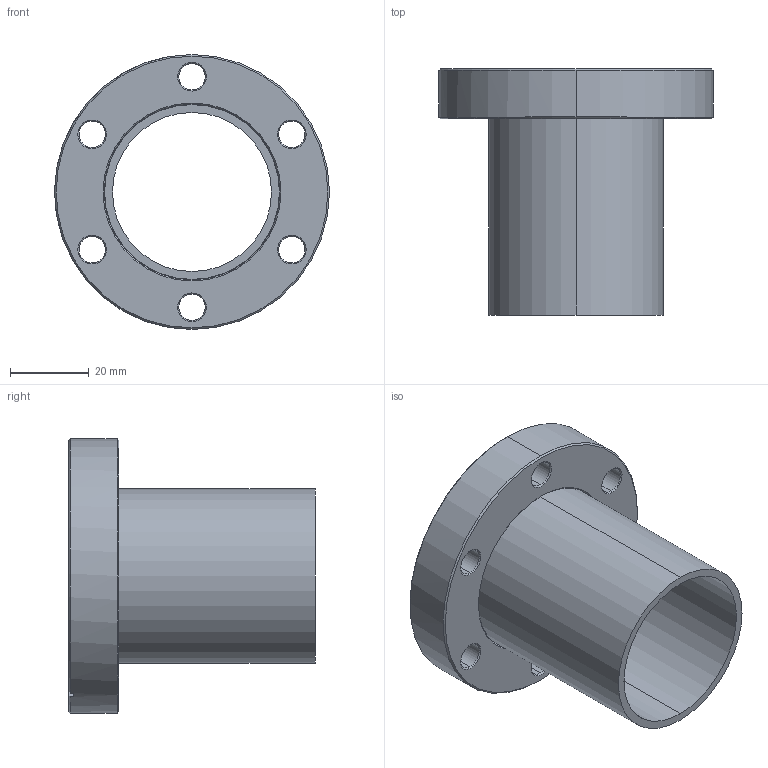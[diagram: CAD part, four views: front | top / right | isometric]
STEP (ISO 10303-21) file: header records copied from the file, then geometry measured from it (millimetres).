
FILE_DESCRIPTION (( 'STEP AP214' ), '1' );
FILE_NAME ('Hositrad_FO35-45-HalfNipple.STEP', '2014-08-13T15:18:31', ( '' ), ( '' ), 'SwSTEP 2.0', 'SolidWorks 2014', '' );
FILE_SCHEMA (( 'AUTOMOTIVE_DESIGN' ));
Length unit declared in the file: millimetre
Products named in the file (3): NW35CF-Weld-44; Tube44.5-L60; Hositrad_FO35-45-HalfNipple
Assembly tree (2 placements, depth 2):
  Hositrad_FO35-45-HalfNipple
    Tube44.5-L60
    NW35CF-Weld-44
Bounding box: 70 x 62.7 x 70 mm (x, y, z)
Volume: 42345.8 mm3; surface area: 26722.9 mm2
Topology: 2 solids, 2 shells, 68 faces, 155 edges, 92 vertices
Faces by surface type: cone 35, cylinder 24, plane 9
Entity records: 2058 total; most frequent: DIRECTION 386, CARTESIAN_POINT 326, ORIENTED_EDGE 310, AXIS2_PLACEMENT_3D 160, EDGE_CURVE 155, VERTEX_POINT 92, CIRCLE 87, EDGE_LOOP 85
